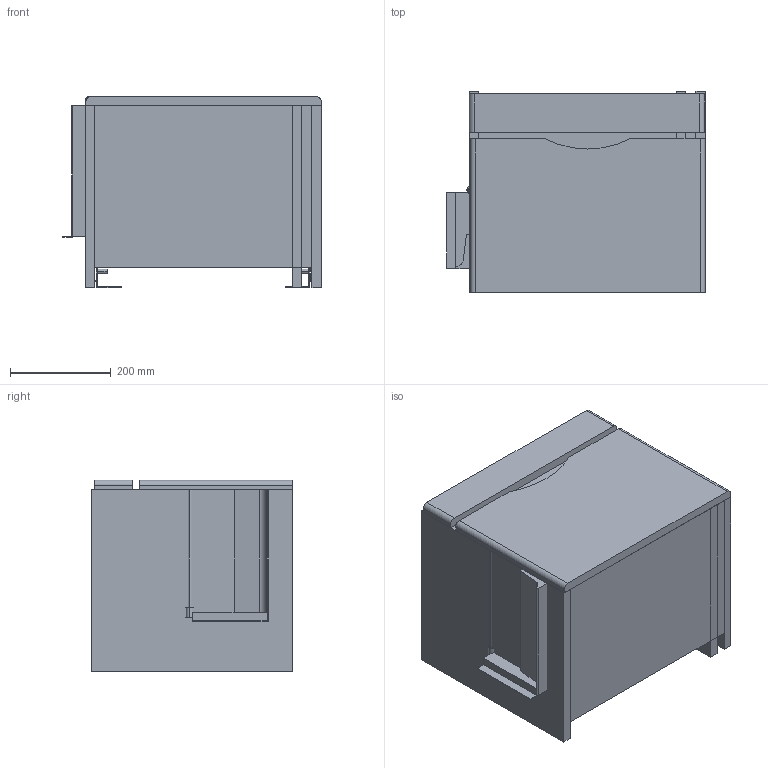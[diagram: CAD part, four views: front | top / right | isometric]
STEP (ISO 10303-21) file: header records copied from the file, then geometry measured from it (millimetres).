
FILE_DESCRIPTION (( 'STEP AP214' ), '1' );
FILE_NAME ('700110 & 700510 & 700910_v10211.STEP', '2021-02-11T11:47:14', ( '' ), ( '' ), 'SwSTEP 2.0', 'SolidWorks 2019', '' );
FILE_SCHEMA (( 'AUTOMOTIVE_DESIGN' ));
Length unit declared in the file: millimetre
Products named in the file (14): Back Board Drawer_v10918_700110; Right side panel_v10918_700110; Drawer side L v10918_700110; Drawer Bottom v10918_700110; Drawer side R v10918_700110; Drawer Assembly_v10918_700110; Left side panel_v10918_700110; Base Panel_v10918_700110; Bracket p2_v10819; Drawer Front_v10918_700110; 700110 & 700510 & 700910_v10211; Brack p1_v10819; Wooden Bracket_v10918_700110; Front Panels_v10918_700110
Assembly tree (15 placements, depth 3):
  700110 & 700510 & 700910_v10211
    Base Panel_v10918_700110
    Left side panel_v10918_700110
    Right side panel_v10918_700110
    Wooden Bracket_v10918_700110
    Front Panels_v10918_700110
    Drawer Assembly_v10918_700110
      Drawer Bottom v10918_700110
      Drawer side L v10918_700110
      Drawer side R v10918_700110
      Drawer Front_v10918_700110
      Back Board Drawer_v10918_700110
    Brack p1_v10819  x2
    Bracket p2_v10819  x2
Bounding box: 512.9 x 400 x 380.5 mm (x, y, z)
Volume: 17791996.7 mm3; surface area: 2372709.7 mm2
Topology: 16 solids, 16 shells, 411 faces, 981 edges, 653 vertices
Faces by surface type: plane 241, cylinder 170
Entity records: 10606 total; most frequent: DIRECTION 1842, CARTESIAN_POINT 1711, ORIENTED_EDGE 1614, EDGE_CURVE 807, AXIS2_PLACEMENT_3D 668, VERTEX_POINT 537, VECTOR 506, LINE 506
